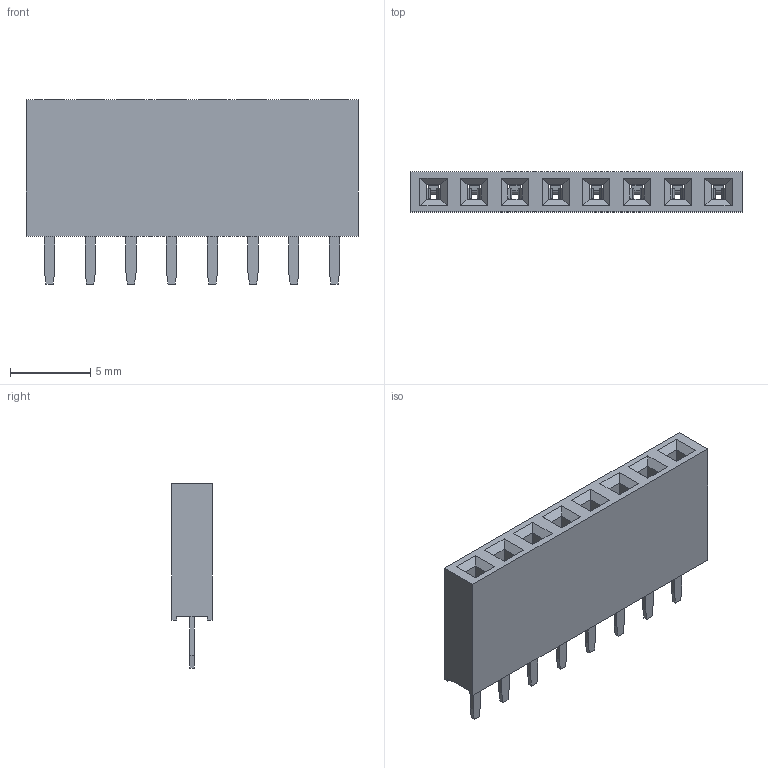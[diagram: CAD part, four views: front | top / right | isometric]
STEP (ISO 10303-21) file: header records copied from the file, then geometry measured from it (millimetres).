
FILE_DESCRIPTION(/* description */ (''),/* implementation_level */ '2;1');
FILE_NAME(/* name */ 'HARWIN_M20-7820846.stp',/* time_stamp */ '2016-03-03T16:40:29+01:00',/* author */ ('riccim'),/* organization */ (''),/* preprocessor_version */ 'ST-DEVELOPER v15.5',/* originating_system */ 'AutoCAD Mechanical',/* authorisation */ '');
FILE_SCHEMA (('AUTOMOTIVE_DESIGN { 1 0 10303 214 3 1 1 }'));
Length unit declared in the file: millimetre
Products named in the file (1): Product
Bounding box: 20.72 x 2.5 x 11.5 mm (x, y, z)
Volume: 324 mm3; surface area: 1228 mm2
Topology: 9 solids, 9 shells, 666 faces, 1760 edges, 1120 vertices
Faces by surface type: plane 490, cylinder 176
Entity records: 20359 total; most frequent: CARTESIAN_POINT 3547, ORIENTED_EDGE 3520, DIRECTION 3446, EDGE_CURVE 1760, LINE 1408, VECTOR 1408, VERTEX_POINT 1120, AXIS2_PLACEMENT_3D 1019
